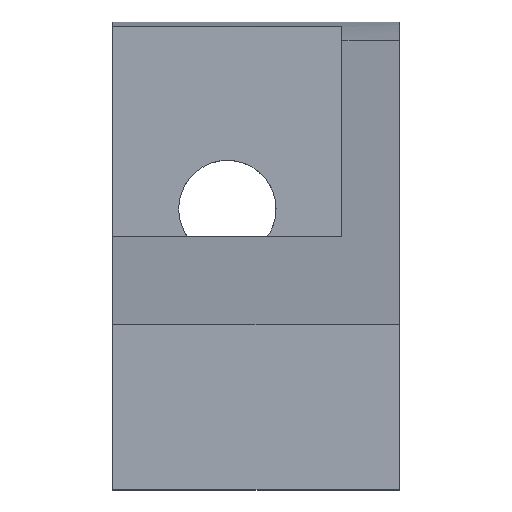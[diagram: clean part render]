
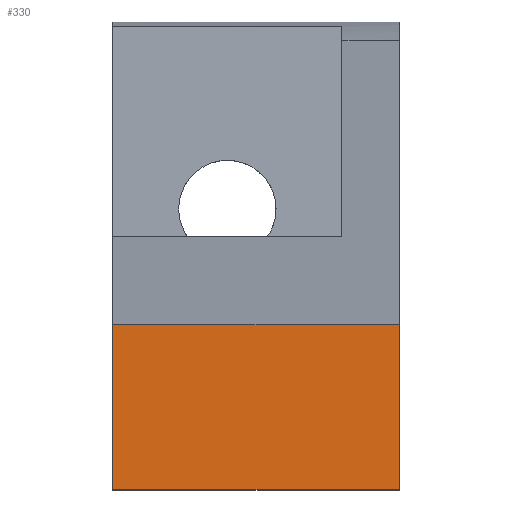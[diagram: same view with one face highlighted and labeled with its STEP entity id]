
A CAD part, top view. The second image highlights one B-rep face of the part: STEP entity #330.
In plain terms, the highlighted planar face has unit normal (0, 0, 1).
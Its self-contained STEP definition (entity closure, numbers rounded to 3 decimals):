
#28=PLANE('',#358);
#45=FACE_OUTER_BOUND('',#64,.T.);
#64=EDGE_LOOP('',(#296,#297,#298,#299));
#80=LINE('',#493,#116);
#99=LINE('',#536,#135);
#100=LINE('',#539,#136);
#101=LINE('',#540,#137);
#116=VECTOR('',#396,10.);
#135=VECTOR('',#441,10.);
#136=VECTOR('',#444,10.);
#137=VECTOR('',#445,10.);
#163=VERTEX_POINT('',#490);
#164=VERTEX_POINT('',#492);
#175=VERTEX_POINT('',#534);
#176=VERTEX_POINT('',#538);
#196=EDGE_CURVE('',#163,#164,#80,.T.);
#218=EDGE_CURVE('',#163,#175,#99,.T.);
#219=EDGE_CURVE('',#176,#175,#100,.T.);
#220=EDGE_CURVE('',#164,#176,#101,.T.);
#296=ORIENTED_EDGE('',*,*,#196,.F.);
#297=ORIENTED_EDGE('',*,*,#218,.T.);
#298=ORIENTED_EDGE('',*,*,#219,.F.);
#299=ORIENTED_EDGE('',*,*,#220,.F.);
#330=ADVANCED_FACE('',(#45),#28,.T.);
#358=AXIS2_PLACEMENT_3D('',#537,#442,#443);
#396=DIRECTION('',(0.,1.,0.));
#441=DIRECTION('',(1.,0.,0.));
#442=DIRECTION('center_axis',(0.,0.,
1.));
#443=DIRECTION('ref_axis',(0.,-1.,0.));
#444=DIRECTION('',(0.,-1.,0.));
#445=DIRECTION('',(1.,0.,0.));
#490=CARTESIAN_POINT('',(-6.,-14.696,101.768));
#492=CARTESIAN_POINT('',(-6.,-6.054,101.768));
#493=CARTESIAN_POINT('',(-6.,-10.,101.768));
#534=CARTESIAN_POINT('',(9.,-14.696,101.768));
#536=CARTESIAN_POINT('',(-6.,-14.696,101.768));
#537=CARTESIAN_POINT('Origin',(-6.,-6.054,101.768));
#538=CARTESIAN_POINT('',(9.,-6.054,101.768));
#539=CARTESIAN_POINT('',(9.,-10.,101.768));
#540=CARTESIAN_POINT('',(-6.,-6.054,101.768));
